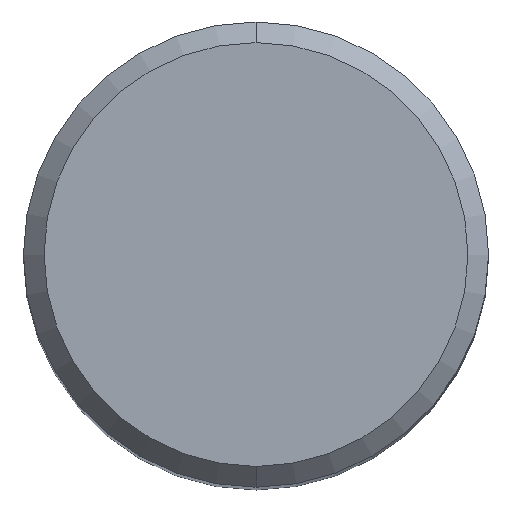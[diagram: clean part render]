
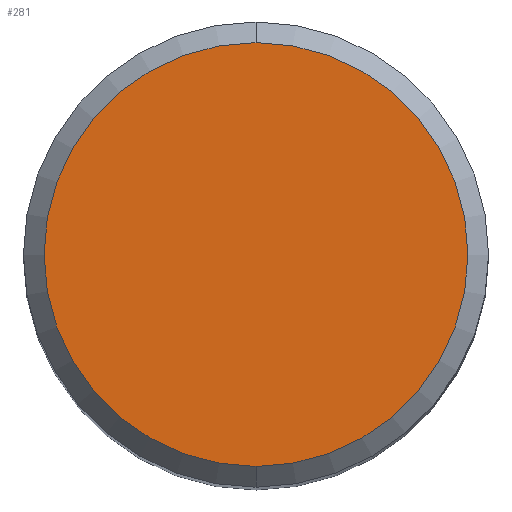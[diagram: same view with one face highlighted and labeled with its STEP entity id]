
A CAD part, top view. The second image highlights one B-rep face of the part: STEP entity #281.
In plain terms, the highlighted planar face has unit normal (0, 0, 1).
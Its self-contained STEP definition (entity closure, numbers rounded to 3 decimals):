
#281=ADVANCED_FACE('',(#595),#596,.T.);
#393=EDGE_CURVE('',#407,#399,#720,.T.);
#397=EDGE_CURVE('',#399,#407,#725,.T.);
#399=VERTEX_POINT('',#727);
#407=VERTEX_POINT('',#737);
#595=FACE_OUTER_BOUND('',#1107,.T.);
#596=PLANE('',#1108);
#720=CIRCLE('',#1345,8.2);
#725=CIRCLE('',#1351,8.2);
#727=CARTESIAN_POINT('',(0.,-8.2,0.0));
#737=CARTESIAN_POINT('',(0.0,8.2,0.0));
#1107=EDGE_LOOP('',(#1595,#1596));
#1108=AXIS2_PLACEMENT_3D('',#1597,#1598,#1599);
#1345=AXIS2_PLACEMENT_3D('',#1748,#1749,#1750);
#1351=AXIS2_PLACEMENT_3D('',#1767,#1768,#1769);
#1595=ORIENTED_EDGE('',*,*,#393,.F.);
#1596=ORIENTED_EDGE('',*,*,#397,.F.);
#1597=CARTESIAN_POINT('',(0.0,4.1,0.0));
#1598=DIRECTION('',(-0.0,0.0,1.0));
#1599=DIRECTION('',(0.0,-1.0,0.0));
#1748=CARTESIAN_POINT('',(0.0,0.0,0.0));
#1749=DIRECTION('',(0.0,0.0,-1.0));
#1750=DIRECTION('',(0.0,1.0,0.0));
#1767=CARTESIAN_POINT('',(0.0,0.0,0.0));
#1768=DIRECTION('',(0.0,0.0,-1.0));
#1769=DIRECTION('',(0.0,1.0,0.0));
